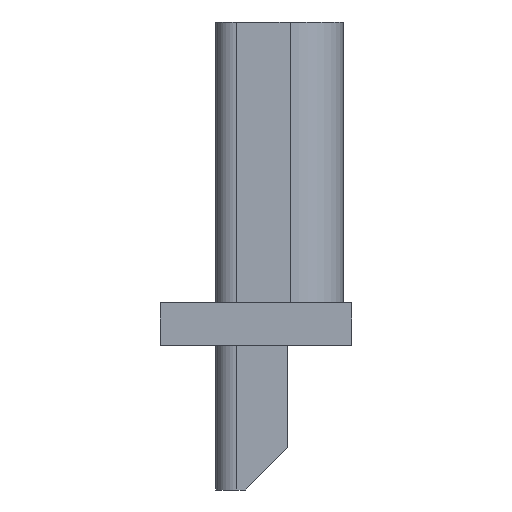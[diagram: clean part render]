
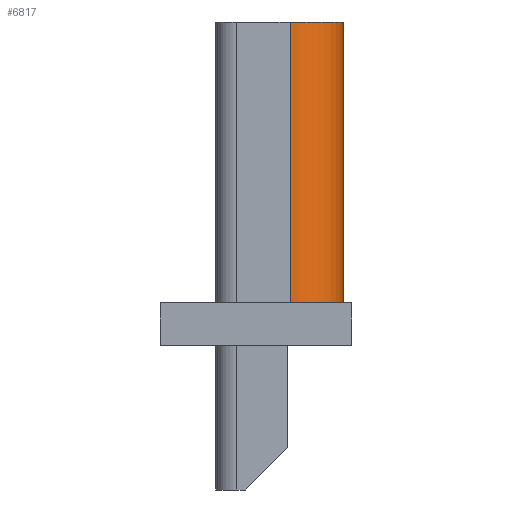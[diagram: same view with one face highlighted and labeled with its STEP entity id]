
A CAD part, left-side view. The second image highlights one B-rep face of the part: STEP entity #6817.
In plain terms, the highlighted cylindrical face has radius 1.25 mm (diameter 2.5 mm), a partial arc.
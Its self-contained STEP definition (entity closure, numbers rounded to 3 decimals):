
#32 = EDGE_CURVE ( 'NONE', #12293, #8337, #13370, .T. ) ;
#39 = CARTESIAN_POINT ( 'NONE',  ( -5.6, -0.8, 7.6 ) ) ;
#56 = CARTESIAN_POINT ( 'NONE',  ( -8.1, -0.8, 1. ) ) ;
#1667 = AXIS2_PLACEMENT_3D ( 'NONE', #14329, #5700, #3052 ) ;
#2205 = CARTESIAN_POINT ( 'NONE',  ( -5.6, -0.8, 1. ) ) ;
#2426 = CIRCLE ( 'NONE', #1667, 1.25 ) ;
#2597 = DIRECTION ( 'NONE',  ( 0., 0., -1. ) ) ;
#2916 = EDGE_CURVE ( 'NONE', #4702, #8337, #11045, .T. ) ;
#3052 = DIRECTION ( 'NONE',  ( 1., 0., 0. ) ) ;
#4231 = DIRECTION ( 'NONE',  ( -1., 0., 0. ) ) ;
#4702 = VERTEX_POINT ( 'NONE', #9535 ) ;
#5700 = DIRECTION ( 'NONE',  ( 0., 0., -1. ) ) ;
#5881 = ORIENTED_EDGE ( 'NONE', *, *, #15292, .T. ) ;
#6323 = VECTOR ( 'NONE', #2597, 1000. ) ;
#6436 = CYLINDRICAL_SURFACE ( 'NONE', #15128, 1.25 ) ;
#6462 = VERTEX_POINT ( 'NONE', #11857 ) ;
#6817 = ADVANCED_FACE ( 'NONE', ( #12240 ), #6436, .T. ) ;
#7871 = DIRECTION ( 'NONE',  ( 0., 0., -1. ) ) ;
#7959 = DIRECTION ( 'NONE',  ( 0., 0., 1. ) ) ;
#8079 = VECTOR ( 'NONE', #14638, 1000. ) ;
#8337 = VERTEX_POINT ( 'NONE', #2205 ) ;
#9197 = ORIENTED_EDGE ( 'NONE', *, *, #11827, .T. ) ;
#9535 = CARTESIAN_POINT ( 'NONE',  ( -5.6, -0.8, 7.6 ) ) ;
#10519 = CARTESIAN_POINT ( 'NONE',  ( -6.85, -0.8, 7.6 ) ) ;
#10580 = LINE ( 'NONE', #13340, #8079 ) ;
#10780 = AXIS2_PLACEMENT_3D ( 'NONE', #14088, #7959, #12874 ) ;
#11045 = LINE ( 'NONE', #39, #6323 ) ;
#11812 = ORIENTED_EDGE ( 'NONE', *, *, #32, .T. ) ;
#11827 = EDGE_CURVE ( 'NONE', #4702, #6462, #2426, .T. ) ;
#11857 = CARTESIAN_POINT ( 'NONE',  ( -8.1, -0.8, 7.6 ) ) ;
#12240 = FACE_OUTER_BOUND ( 'NONE', #14627, .T. ) ;
#12293 = VERTEX_POINT ( 'NONE', #56 ) ;
#12874 = DIRECTION ( 'NONE',  ( 1., 0., 0. ) ) ;
#13340 = CARTESIAN_POINT ( 'NONE',  ( -8.1, -0.8, 7.6 ) ) ;
#13370 = CIRCLE ( 'NONE', #10780, 1.25 ) ;
#14088 = CARTESIAN_POINT ( 'NONE',  ( -6.85, -0.8, 1. ) ) ;
#14329 = CARTESIAN_POINT ( 'NONE',  ( -6.85, -0.8, 7.6 ) ) ;
#14627 = EDGE_LOOP ( 'NONE', ( #5881, #11812, #15557, #9197 ) ) ;
#14638 = DIRECTION ( 'NONE',  ( 0., 0., -1. ) ) ;
#15128 = AXIS2_PLACEMENT_3D ( 'NONE', #10519, #7871, #4231 ) ;
#15292 = EDGE_CURVE ( 'NONE', #6462, #12293, #10580, .T. ) ;
#15557 = ORIENTED_EDGE ( 'NONE', *, *, #2916, .F. ) ;
